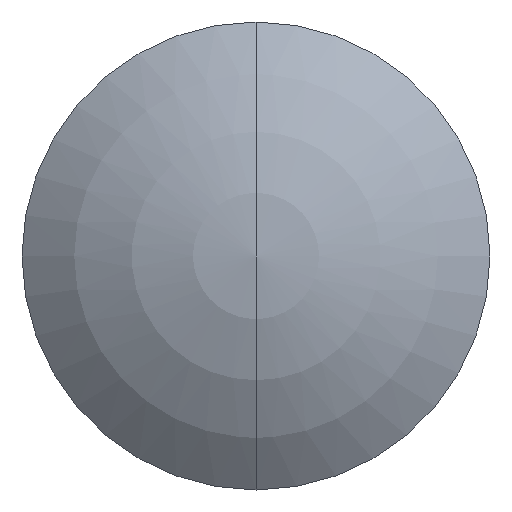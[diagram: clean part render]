
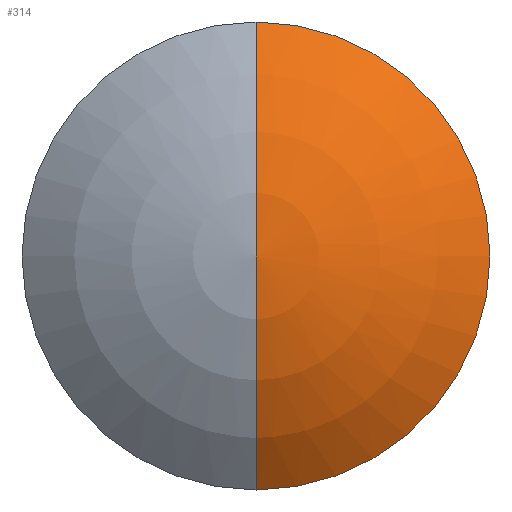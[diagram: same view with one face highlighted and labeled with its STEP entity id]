
A CAD part, front view. The second image highlights one B-rep face of the part: STEP entity #314.
In plain terms, the highlighted spherical face has radius 12.6 mm.
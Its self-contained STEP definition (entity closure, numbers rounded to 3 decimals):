
#6=CARTESIAN_POINT('',(-254.833,201.092,12.894));
#7=DIRECTION('',(0.,-1.,0.));
#8=DIRECTION('',(1.,0.,0.));
#9=AXIS2_PLACEMENT_3D('',#6,#7,#8);
#11=CARTESIAN_POINT('',(-254.833,201.092,12.894));
#12=DIRECTION('',(0.,-1.,0.));
#13=DIRECTION('',(0.,0.,-1.));
#14=AXIS2_PLACEMENT_3D('',#11,#12,#13);
#212=CARTESIAN_POINT('',(-254.833,210.826,12.894));
#213=DIRECTION('',(-1.,0.,0.));
#214=DIRECTION('',(0.,-1.,0.));
#215=AXIS2_PLACEMENT_3D('',#212,#213,#214);
#217=CARTESIAN_POINT('',(-254.833,210.826,12.894));
#218=DIRECTION('',(-1.,0.,0.));
#219=DIRECTION('',(0.,-0.773,-0.635));
#220=AXIS2_PLACEMENT_3D('',#217,#218,#219);
#232=CARTESIAN_POINT('',(-254.833,201.092,20.894));
#234=VERTEX_POINT('',#232);
#240=CARTESIAN_POINT('',(-246.833,201.092,12.894));
#241=VERTEX_POINT('',#240);
#264=CARTESIAN_POINT('',(-254.833,201.092,4.894));
#265=VERTEX_POINT('',#264);
#266=CARTESIAN_POINT('',(-254.833,198.226,12.894));
#267=VERTEX_POINT('',#266);
#300=CARTESIAN_POINT('',(-254.833,210.826,12.894));
#301=DIRECTION('',(0.,-1.,0.));
#302=DIRECTION('',(0.,0.,-1.));
#303=AXIS2_PLACEMENT_3D('',#300,#301,#302);
#304=SPHERICAL_SURFACE('',#303,12.6);
#305=ORIENTED_EDGE('',*,*,#287,.F.);
#307=ORIENTED_EDGE('',*,*,#306,.F.);
#309=ORIENTED_EDGE('',*,*,#308,.T.);
#311=ORIENTED_EDGE('',*,*,#310,.T.);
#312=EDGE_LOOP('',(#305,#307,#309,#311));
#313=FACE_OUTER_BOUND('',#312,.F.);
#314=ADVANCED_FACE('',(#313),#304,.T.);
#10=CIRCLE('',#9,8.);
#15=CIRCLE('',#14,8.);
#216=CIRCLE('',#215,12.6);
#221=CIRCLE('',#220,12.6);
#287=EDGE_CURVE('',#241,#234,#10,.T.);
#306=EDGE_CURVE('',#265,#241,#15,.T.);
#308=EDGE_CURVE('',#265,#267,#221,.T.);
#310=EDGE_CURVE('',#267,#234,#216,.T.);
